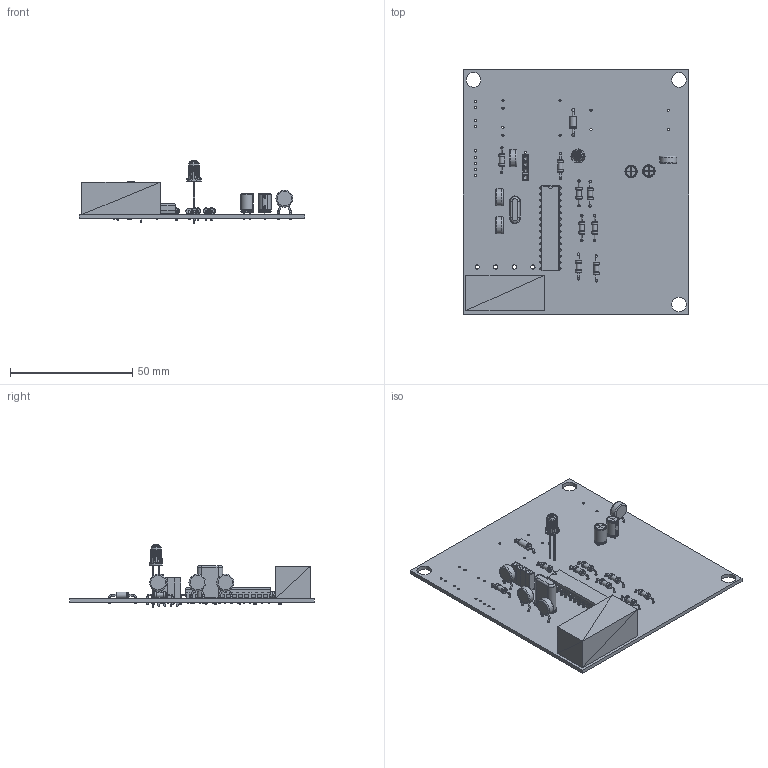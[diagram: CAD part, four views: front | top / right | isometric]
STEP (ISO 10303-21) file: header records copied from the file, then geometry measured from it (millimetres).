
FILE_DESCRIPTION(('for SolidWorks'),'2;1');
FILE_NAME('pump_control_pcb_current.step', '2025-10-11T22:29:35',('user'),(''),'Open CASCADE STEP processor 6.6', 'DipTrace','Unknown');
FILE_SCHEMA(('AUTOMOTIVE_DESIGN { 1 0 10303 214 1 1 1 1 }'));
Length unit declared in the file: millimetre
Products named in the file (11): PCB_pump_control_pcb_current; Board_pump_control_pcb_current; HAE102MBABF0KR; cappr-2.54_5.08; PPTC041LFBN-RC--3DModel-STEP-269445; res-10.16_5.1x2.5; 1N5817G; ATMEGA328P-PU; ECS-10-13-1; led100; OSTYK31104030
Assembly tree (21 placements, depth 2):
  PCB_pump_control_pcb_current
    Board_pump_control_pcb_current
    HAE102MBABF0KR  x4
    cappr-2.54_5.08  x2
    PPTC041LFBN-RC--3DModel-STEP-269445
    res-10.16_5.1x2.5  x8
    1N5817G
    ATMEGA328P-PU
    ECS-10-13-1
    led100
    OSTYK31104030
Bounding box: 92.2 x 100 x 26.15 mm (x, y, z)
Volume: 16945.1 mm3; surface area: 25318.9 mm2
Topology: 51 solids, 98 shells, 1721 faces, 3522 edges, 2003 vertices
Faces by surface type: plane 1316, cylinder 315, torus 34, cone 32, revolution 20, extrusion 4
Full cylindrical faces by diameter (mm): 0.43 x2, 0.45 x4, 0.5 x32, 0.6 x24, 0.63 x2, 0.711 x2, 0.785 x4, 0.79 x28, 0.85 x8, 0.9 x28, 0.965 x16, 1.06 x2, 1.7 x4, 2 x8, 2.5 x16, 2.7 x2, 2.71 x1, 4 x4, 6 x3, 7 x4
Entity records: 47104 total; most frequent: CARTESIAN_POINT 9602, DIRECTION 6373, ORIENTED_EDGE 5932, EDGE_CURVE 2990, VECTOR 2506, LINE 2504, AXIS2_PLACEMENT_3D 1932, VERTEX_POINT 1665
